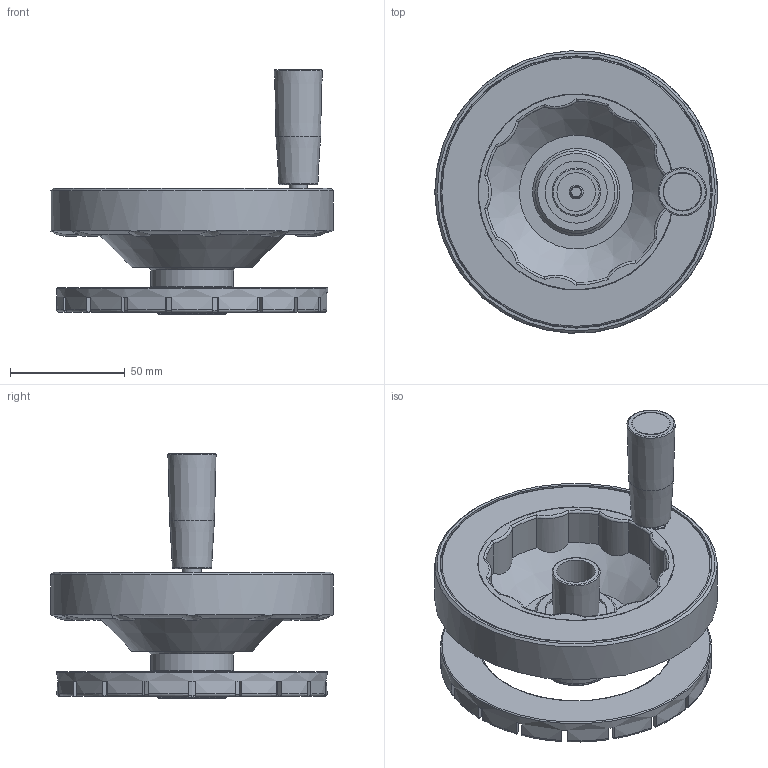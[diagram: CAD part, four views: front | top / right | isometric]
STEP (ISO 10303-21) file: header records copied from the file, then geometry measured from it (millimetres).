
FILE_DESCRIPTION( ( 'Unknown' ), '1' );
FILE_NAME( '6369010_PDA125-MEP.stp', 'Unknown', ( 'Unknown' ), ( 'Unknown' ), 'XStep 1.0', 'Unknown', ' ' );
FILE_SCHEMA( ( 'CONFIG_CONTROL_DESIGN' ) );
Length unit declared in the file: millimetre
Products named in the file (9): Assem1; 6369010; 1839506; 1801156; 1831159; 1833052; 8900183; 1839400; 1831033
Bounding box: 122.79 x 122.89 x 106.43 mm (x, y, z)
Volume: 247012.3 mm3; surface area: 180651.5 mm2
Topology: 16 solids, 16 shells, 1186 faces, 3132 edges, 2034 vertices
Faces by surface type: plane 814, cylinder 176, torus 124, cone 46, bspline 26
Full cylindrical faces by diameter (mm): 1.786 x2, 4 x2, 4.8 x2, 5 x4, 5.1 x2, 6 x4, 8 x4, 8.3 x2, 9 x4, 12.85 x2, 16.7 x2, 16.78 x2, 27 x4, 30 x2, 32 x4, 36 x4, 117.97 x2, 118.5 x2, 123 x2
Entity records: 20460 total; most frequent: CARTESIAN_POINT 5590, ORIENTED_EDGE 3000, DIRECTION 2948, EDGE_CURVE 1500, VERTEX_POINT 1004, AXIS2_PLACEMENT_3D 994, LINE 960, VECTOR 960
